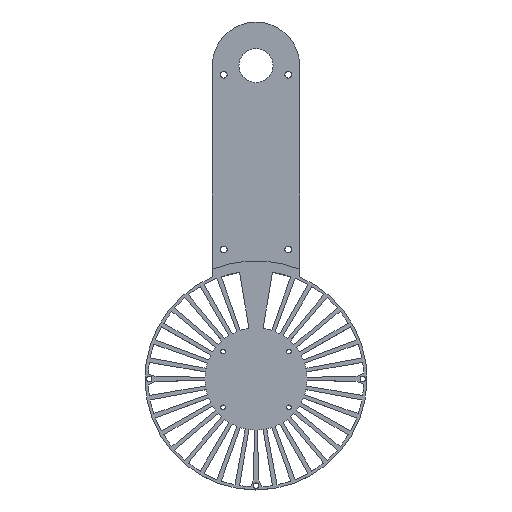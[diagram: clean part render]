
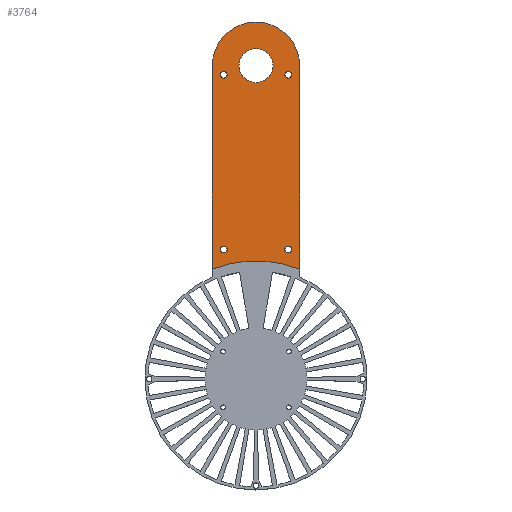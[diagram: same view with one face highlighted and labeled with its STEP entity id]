
A CAD part, top view. The second image highlights one B-rep face of the part: STEP entity #3764.
In plain terms, the highlighted planar face has unit normal (0, 0, 1).
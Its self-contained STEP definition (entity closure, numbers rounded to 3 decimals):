
#100=FACE_BOUND('',#809,.T.);
#101=FACE_BOUND('',#810,.T.);
#102=FACE_BOUND('',#811,.T.);
#103=FACE_BOUND('',#812,.T.);
#104=FACE_BOUND('',#813,.T.);
#193=CIRCLE('',#3885,1.5);
#195=CIRCLE('',#3888,1.5);
#197=CIRCLE('',#3891,1.5);
#199=CIRCLE('',#3894,1.5);
#274=CIRCLE('',#4110,52.);
#277=CIRCLE('',#4129,7.5);
#278=CIRCLE('',#4131,19.2);
#543=FACE_OUTER_BOUND('',#808,.T.);
#808=EDGE_LOOP('',(#3481,#3482,#3483,#3484));
#809=EDGE_LOOP('',(#3485));
#810=EDGE_LOOP('',(#3486));
#811=EDGE_LOOP('',(#3487));
#812=EDGE_LOOP('',(#3488));
#813=EDGE_LOOP('',(#3489));
#1169=LINE('',#6254,#1529);
#1171=LINE('',#6263,#1531);
#1529=VECTOR('',#5180,10.);
#1531=VECTOR('',#5190,10.);
#1721=VERTEX_POINT('',#5614);
#1723=VERTEX_POINT('',#5620);
#1725=VERTEX_POINT('',#5626);
#1727=VERTEX_POINT('',#5632);
#1880=VERTEX_POINT('',#6226);
#1881=VERTEX_POINT('',#6228);
#1883=VERTEX_POINT('',#6252);
#1886=VERTEX_POINT('',#6262);
#1887=VERTEX_POINT('',#6266);
#2094=EDGE_CURVE('',#1721,#1721,#193,.T.);
#2097=EDGE_CURVE('',#1723,#1723,#195,.T.);
#2100=EDGE_CURVE('',#1725,#1725,#197,.T.);
#2103=EDGE_CURVE('',#1727,#1727,#199,.T.);
#2403=EDGE_CURVE('',#1881,#1880,#274,.T.);
#2413=EDGE_CURVE('',#1880,#1883,#1169,.T.);
#2417=EDGE_CURVE('',#1886,#1881,#1171,.T.);
#2419=EDGE_CURVE('',#1887,#1887,#277,.T.);
#2421=EDGE_CURVE('',#1883,#1886,#278,.T.);
#3481=ORIENTED_EDGE('',*,*,#2403,.T.);
#3482=ORIENTED_EDGE('',*,*,#2413,.T.);
#3483=ORIENTED_EDGE('',*,*,#2421,.T.);
#3484=ORIENTED_EDGE('',*,*,#2417,.T.);
#3485=ORIENTED_EDGE('',*,*,#2094,.T.);
#3486=ORIENTED_EDGE('',*,*,#2097,.T.);
#3487=ORIENTED_EDGE('',*,*,#2100,.T.);
#3488=ORIENTED_EDGE('',*,*,#2103,.T.);
#3489=ORIENTED_EDGE('',*,*,#2419,.T.);
#3584=PLANE('',#4132);
#3764=ADVANCED_FACE('',(#543,#100,#101,#102,#103,#104),#3584,.T.);
#3885=AXIS2_PLACEMENT_3D('',#5616,#4465,#4466);
#3888=AXIS2_PLACEMENT_3D('',#5622,#4472,#4473);
#3891=AXIS2_PLACEMENT_3D('',#5628,#4479,#4480);
#3894=AXIS2_PLACEMENT_3D('',#5634,#4486,#4487);
#4110=AXIS2_PLACEMENT_3D('',#6229,#5143,#5144);
#4129=AXIS2_PLACEMENT_3D('',#6267,#5194,#5195);
#4131=AXIS2_PLACEMENT_3D('',#6270,#5199,#5200);
#4132=AXIS2_PLACEMENT_3D('',#6271,#5201,#5202);
#4465=DIRECTION('center_axis',(0.,0.,-1.));
#4466=DIRECTION('ref_axis',(1.,0.,0.));
#4472=DIRECTION('center_axis',(0.,0.,-1.));
#4473=DIRECTION('ref_axis',(1.,0.,0.));
#4479=DIRECTION('center_axis',(0.,0.,-1.));
#4480=DIRECTION('ref_axis',(1.,0.,0.));
#4486=DIRECTION('center_axis',(0.,0.,-1.));
#4487=DIRECTION('ref_axis',(1.,0.,0.));
#5143=DIRECTION('center_axis',(0.,0.,-1.));
#5144=DIRECTION('ref_axis',(1.,0.,0.));
#5180=DIRECTION('',(0.,1.,0.));
#5190=DIRECTION('',(0.,-1.,0.));
#5194=DIRECTION('center_axis',(0.,0.,-1.));
#5195=DIRECTION('ref_axis',(1.,0.,0.));
#5199=DIRECTION('center_axis',(0.,0.,1.));
#5200=DIRECTION('ref_axis',(1.,0.,0.));
#5201=DIRECTION('center_axis',(0.,0.,1.));
#5202=DIRECTION('ref_axis',(1.,0.,0.));
#5614=CARTESIAN_POINT('',(12.7,134.,2.));
#5616=CARTESIAN_POINT('Origin',(14.2,134.,2.));
#5620=CARTESIAN_POINT('',(12.7,57.,2.));
#5622=CARTESIAN_POINT('Origin',(14.2,57.,2.));
#5626=CARTESIAN_POINT('',(-15.7,134.,2.));
#5628=CARTESIAN_POINT('Origin',(-14.2,134.,2.));
#5632=CARTESIAN_POINT('',(-15.7,57.,2.));
#5634=CARTESIAN_POINT('Origin',(-14.2,57.,2.));
#6226=CARTESIAN_POINT('',(19.2,48.326,2.));
#6228=CARTESIAN_POINT('',(-19.2,48.326,2.));
#6229=CARTESIAN_POINT('Origin',(0.,0.,2.));
#6252=CARTESIAN_POINT('',(19.2,138.,2.));
#6254=CARTESIAN_POINT('',(19.2,138.,2.));
#6262=CARTESIAN_POINT('',(-19.2,138.,2.));
#6263=CARTESIAN_POINT('',(-19.2,48.,2.));
#6266=CARTESIAN_POINT('',(-7.5,138.,2.));
#6267=CARTESIAN_POINT('Origin',(0.,138.,2.));
#6270=CARTESIAN_POINT('Origin',(0.,138.,2.));
#6271=CARTESIAN_POINT('Origin',(0.,101.086,2.));
